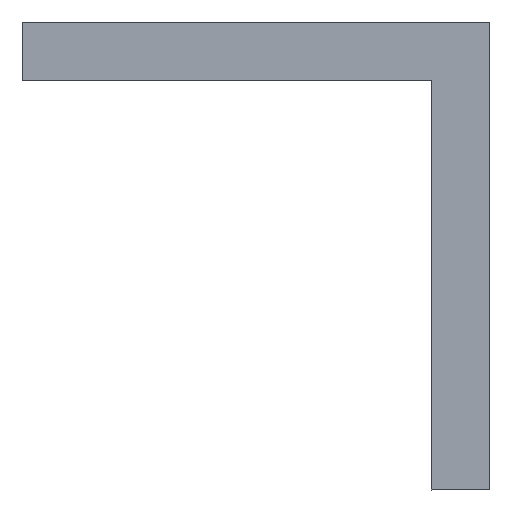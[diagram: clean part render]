
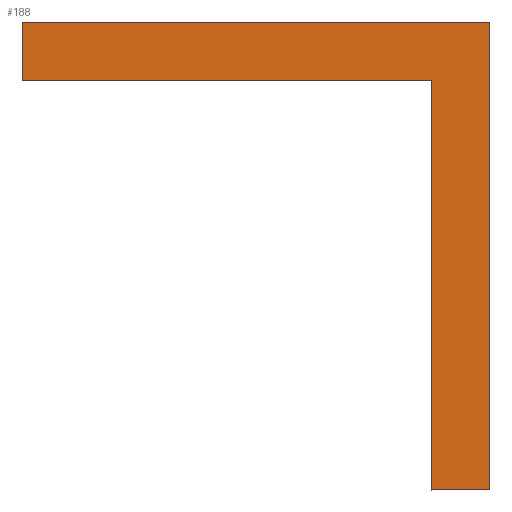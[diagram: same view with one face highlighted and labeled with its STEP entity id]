
A CAD part, front view. The second image highlights one B-rep face of the part: STEP entity #188.
In plain terms, the highlighted planar face has unit normal (0, -1, 0).
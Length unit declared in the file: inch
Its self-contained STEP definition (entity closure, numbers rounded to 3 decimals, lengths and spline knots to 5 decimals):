
#15=LINE('',#285,#33);
#19=LINE('',#293,#37);
#22=LINE('',#299,#40);
#25=LINE('',#305,#43);
#28=LINE('',#311,#46);
#31=LINE('',#316,#49);
#33=VECTOR('',#239,39.37008);
#37=VECTOR('',#245,39.37008);
#40=VECTOR('',#250,39.37008);
#43=VECTOR('',#255,39.37008);
#46=VECTOR('',#260,39.37008);
#49=VECTOR('',#265,39.37008);
#58=PLANE('',#222);
#74=FACE_OUTER_BOUND('',#90,.T.);
#90=EDGE_LOOP('',(#171,#172,#173,#174,#175,#176));
#99=VERTEX_POINT('',#283);
#100=VERTEX_POINT('',#284);
#103=VERTEX_POINT('',#292);
#105=VERTEX_POINT('',#298);
#107=VERTEX_POINT('',#304);
#109=VERTEX_POINT('',#310);
#115=EDGE_CURVE('',#99,#100,#15,.T.);
#119=EDGE_CURVE('',#103,#99,#19,.T.);
#122=EDGE_CURVE('',#105,#103,#22,.T.);
#125=EDGE_CURVE('',#107,#105,#25,.T.);
#128=EDGE_CURVE('',#109,#107,#28,.T.);
#131=EDGE_CURVE('',#100,#109,#31,.T.);
#171=ORIENTED_EDGE('',*,*,#119,.T.);
#172=ORIENTED_EDGE('',*,*,#115,.T.);
#173=ORIENTED_EDGE('',*,*,#131,.T.);
#174=ORIENTED_EDGE('',*,*,#128,.T.);
#175=ORIENTED_EDGE('',*,*,#125,.T.);
#176=ORIENTED_EDGE('',*,*,#122,.T.);
#188=ADVANCED_FACE('',(#74),#58,.T.);
#222=AXIS2_PLACEMENT_3D('',#319,#269,#270);
#239=DIRECTION('',(0.,0.,1.));
#245=DIRECTION('',(1.,0.,0.));
#250=DIRECTION('',(0.,0.,-1.));
#255=DIRECTION('',(1.,0.,0.));
#260=DIRECTION('',(0.,0.,-1.));
#265=DIRECTION('',(-1.,0.,0.));
#269=DIRECTION('center_axis',(0.,-1.,0.));
#270=DIRECTION('ref_axis',(0.964,0.,-0.265));
#283=CARTESIAN_POINT('',(-51.76181,13.,-1.));
#284=CARTESIAN_POINT('',(-51.76181,13.,0.));
#285=CARTESIAN_POINT('',(-51.76181,13.,-0.19054));
#292=CARTESIAN_POINT('',(-51.88681,13.,-1.));
#293=CARTESIAN_POINT('',(-51.80119,13.,-1.));
#298=CARTESIAN_POINT('',(-51.88681,13.,-0.125));
#299=CARTESIAN_POINT('',(-51.88681,13.,-0.84442));
#304=CARTESIAN_POINT('',(-52.76181,13.,-0.125));
#305=CARTESIAN_POINT('',(-52.61725,13.,-0.125));
#310=CARTESIAN_POINT('',(-52.76181,13.,0.));
#311=CARTESIAN_POINT('',(-52.76181,13.,-0.03502));
#316=CARTESIAN_POINT('',(-58.30646,13.,0.));
#319=CARTESIAN_POINT('Origin',(-51.76181,13.,0.01784));
